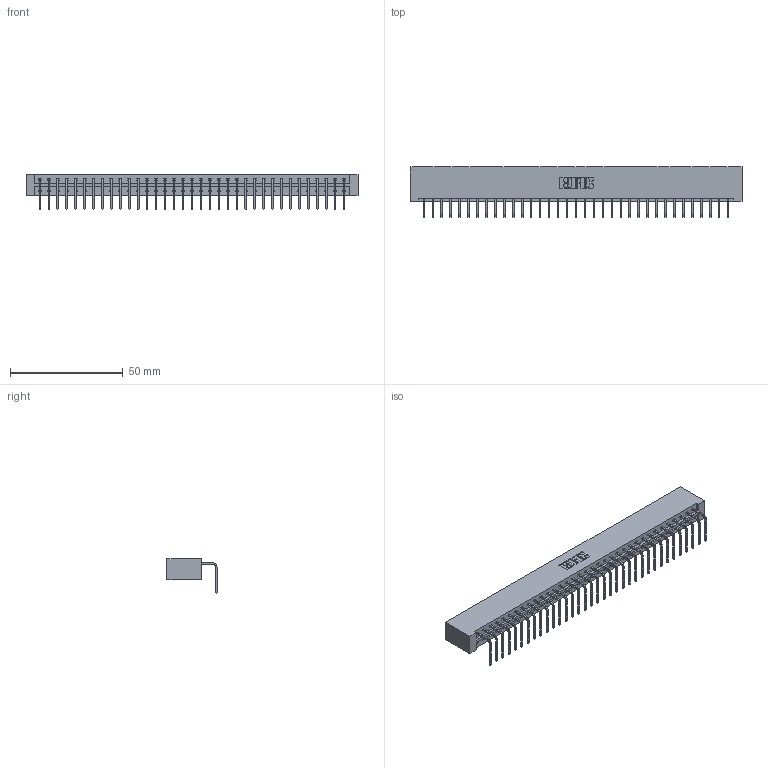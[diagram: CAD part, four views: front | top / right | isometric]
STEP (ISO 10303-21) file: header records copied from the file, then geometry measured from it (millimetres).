
FILE_DESCRIPTION (( 'STEP AP203' ), '1' );
FILE_NAME ('333-035-558-101.STEP', '2018-08-02T23:54:04', ( '' ), ( '' ), 'SwSTEP 2.0', 'SolidWorks 2016', '' );
FILE_SCHEMA (( 'CONFIG_CONTROL_DESIGN' ));
Length unit declared in the file: inch
Products named in the file (3): 333 Part_Lugless; 345-292-001_558 Tail - 2; 333-035-558-101
Assembly tree (36 placements, depth 2):
  333-035-558-101
    333 Part_Lugless
    345-292-001_558 Tail - 2  x35
Bounding box: 146.94 x 22.17 x 15.37 mm (x, y, z)
Volume: 15455.4 mm3; surface area: 17348.2 mm2
Topology: 36 solids, 36 shells, 2206 faces, 6657 edges, 4390 vertices
Faces by surface type: plane 1606, cylinder 600
Entity records: 22109 total; most frequent: CARTESIAN_POINT 3823, ORIENTED_EDGE 3794, DIRECTION 3231, EDGE_CURVE 1897, LINE 1777, VECTOR 1777, VERTEX_POINT 1262, AXIS2_PLACEMENT_3D 727
